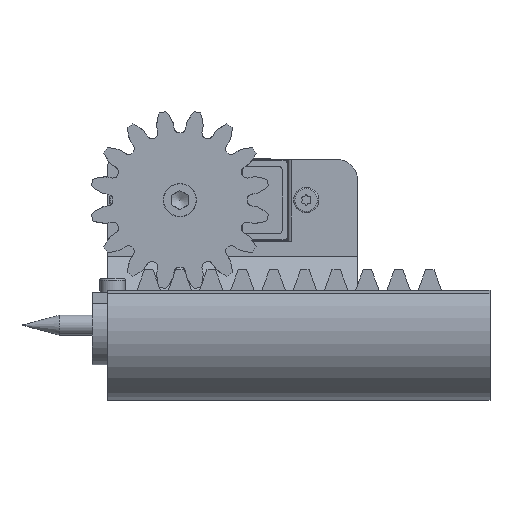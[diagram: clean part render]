
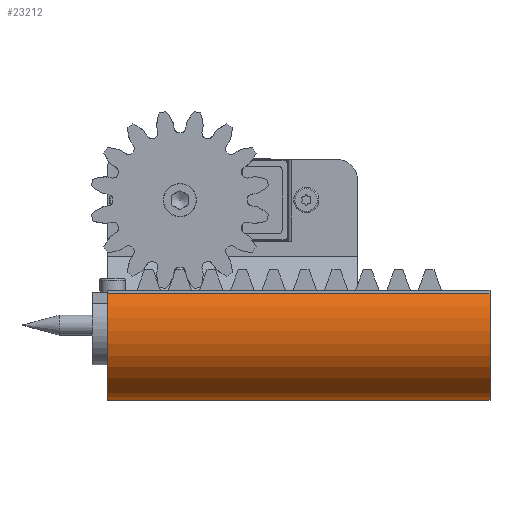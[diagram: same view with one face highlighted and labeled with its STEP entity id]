
A CAD part, front view. The second image highlights one B-rep face of the part: STEP entity #23212.
In plain terms, the highlighted cylindrical face has radius 11.35 mm (diameter 22.7 mm), a partial arc.
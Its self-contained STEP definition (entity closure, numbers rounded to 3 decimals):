
#2895=FACE_OUTER_BOUND('',#4116,.T.);
#4116=EDGE_LOOP('',(#21552,#21553,#21554,#21555));
#6171=LINE('',#48959,#8258);
#6178=LINE('',#48981,#8265);
#8258=VECTOR('',#30169,10.);
#8265=VECTOR('',#30200,10.);
#8938=CIRCLE('',#24983,11.35);
#8942=CIRCLE('',#24991,11.35);
#11438=VERTEX_POINT('',#48941);
#11439=VERTEX_POINT('',#48943);
#11444=VERTEX_POINT('',#48957);
#11445=VERTEX_POINT('',#48965);
#14818=EDGE_CURVE('',#11439,#11438,#8938,.T.);
#14827=EDGE_CURVE('',#11444,#11438,#6171,.T.);
#14831=EDGE_CURVE('',#11445,#11444,#8942,.T.);
#14837=EDGE_CURVE('',#11439,#11445,#6178,.T.);
#21552=ORIENTED_EDGE('',*,*,#14827,.F.);
#21553=ORIENTED_EDGE('',*,*,#14831,.F.);
#21554=ORIENTED_EDGE('',*,*,#14837,.F.);
#21555=ORIENTED_EDGE('',*,*,#14818,.T.);
#22183=CYLINDRICAL_SURFACE('',#24999,11.35);
#23212=ADVANCED_FACE('',(#2895),#22183,.T.);
#24983=AXIS2_PLACEMENT_3D('',#48944,#30155,#30156);
#24991=AXIS2_PLACEMENT_3D('',#48967,#30180,#30181);
#24999=AXIS2_PLACEMENT_3D('',#48982,#30201,#30202);
#30155=DIRECTION('center_axis',(0.,0.,
1.));
#30156=DIRECTION('ref_axis',(0.,-1.,0.));
#30169=DIRECTION('',(0.,0.,-1.));
#30180=DIRECTION('center_axis',(0.,0.,1.));
#30181=DIRECTION('ref_axis',(0.42,0.907,0.));
#30200=DIRECTION('',(0.,0.,1.));
#30201=DIRECTION('center_axis',(0.,0.,-1.));
#30202=DIRECTION('ref_axis',(-0.932,0.364,0.));
#48941=CARTESIAN_POINT('',(-3.471,-5.806,-52.677));
#48943=CARTESIAN_POINT('',(4.768,15.3,-52.677));
#48944=CARTESIAN_POINT('Origin',(0.,5.,
-52.677));
#48957=CARTESIAN_POINT('',(-3.471,-5.806,5.));
#48959=CARTESIAN_POINT('',(-3.471,-5.806,0.));
#48965=CARTESIAN_POINT('',(4.768,15.3,5.));
#48967=CARTESIAN_POINT('Origin',(0.,5.,5.));
#48981=CARTESIAN_POINT('',(4.768,15.3,0.));
#48982=CARTESIAN_POINT('Origin',(0.,5.,0.));
